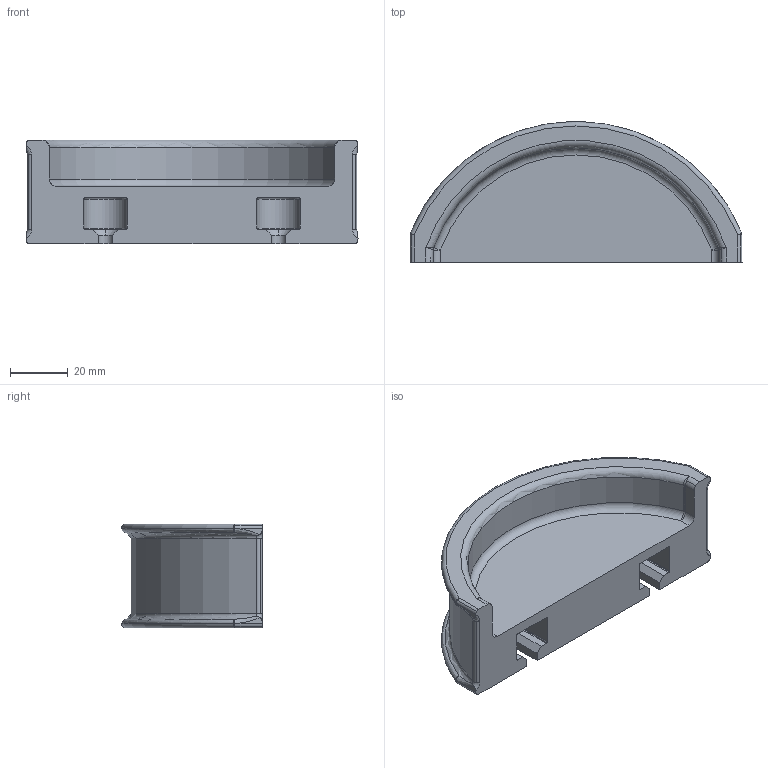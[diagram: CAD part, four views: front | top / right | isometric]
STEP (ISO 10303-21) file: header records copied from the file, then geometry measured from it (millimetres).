
FILE_DESCRIPTION(('STEP AP214'),'1');
FILE_NAME('headphone stand.stp','2022-10-18T02:07:22',('Harijs Zablockis'),('Intelitech'),'Spatial InterOp 3D',' ',' ');
FILE_SCHEMA(('automotive_design'));
Length unit declared in the file: inch
Products named in the file (1): Part_2363
Bounding box: 115 x 48.7 x 36 mm (x, y, z)
Volume: 86632.2 mm3; surface area: 21388 mm2
Topology: 1 solids, 1 shells, 116 faces, 298 edges, 176 vertices
Faces by surface type: cylinder 54, plane 26, bspline 12, sphere 10, torus 10, cone 4
Entity records: 13565 total; most frequent: CARTESIAN_POINT 9851, DIRECTION 596, ORIENTED_EDGE 580, EDGE_CURVE 290, AXIS2_PLACEMENT_3D 235, VERTEX_POINT 176, CIRCLE 130, LINE 126
